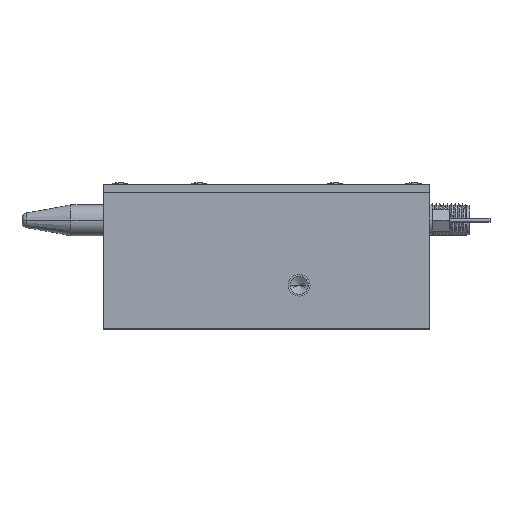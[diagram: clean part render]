
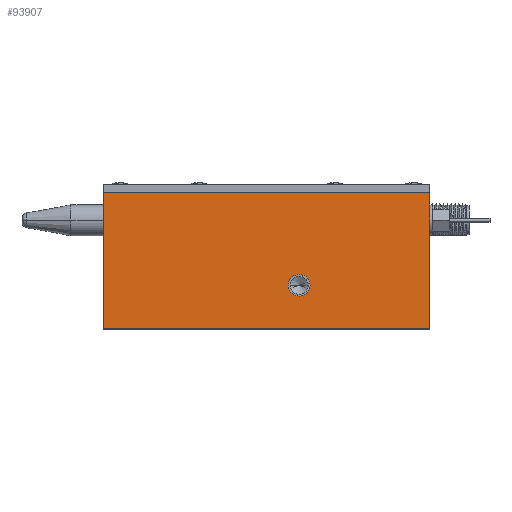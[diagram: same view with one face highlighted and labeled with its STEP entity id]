
A CAD part, top view. The second image highlights one B-rep face of the part: STEP entity #93907.
In plain terms, the highlighted planar face has unit normal (0, 0, 1).
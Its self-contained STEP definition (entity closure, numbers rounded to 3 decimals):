
#64334 = DIRECTION ( 'NONE',  ( -1., 0., 0. ) ) ;
#64335 = DIRECTION ( 'NONE',  ( 0., 0., -1. ) ) ;
#64336 = CARTESIAN_POINT ( 'NONE',  ( -30., 25., 25. ) ) ;
#64337 = AXIS2_PLACEMENT_3D ( 'NONE', #64336, #64335, #64334 ) ;
#64344 = FACE_BOUND ( 'NONE', #94278, .T. ) ;
#64345 = PLANE ( 'NONE',  #64337 ) ;
#64346 = FACE_OUTER_BOUND ( 'NONE', #95130, .T. ) ;
#82916 = DIRECTION ( 'NONE',  ( 1., 0., 0. ) ) ;
#82918 = VECTOR ( 'NONE', #82916, 1000. ) ;
#82919 = CARTESIAN_POINT ( 'NONE',  ( -30., 25., 25. ) ) ;
#82921 = LINE ( 'NONE', #82919, #82918 ) ;
#83006 = DIRECTION ( 'NONE',  ( 1., 0., 0. ) ) ;
#83008 = DIRECTION ( 'NONE',  ( 0., 0., 1. ) ) ;
#83011 = AXIS2_PLACEMENT_3D ( 'NONE', #83042, #83008, #83006 ) ;
#83032 = CIRCLE ( 'NONE', #83011, 2. ) ;
#83042 = CARTESIAN_POINT ( 'NONE',  ( 6., 8., 25. ) ) ;
#83049 = CARTESIAN_POINT ( 'NONE',  ( 30., 25., 25. ) ) ;
#83050 = DIRECTION ( 'NONE',  ( 0., -1., 0. ) ) ;
#83051 = VECTOR ( 'NONE', #83050, 1000. ) ;
#83053 = CARTESIAN_POINT ( 'NONE',  ( 30., 25., 25. ) ) ;
#83054 = LINE ( 'NONE', #83053, #83051 ) ;
#83484 = LINE ( 'NONE', #83530, #83529 ) ;
#83528 = DIRECTION ( 'NONE',  ( 1., 0., 0. ) ) ;
#83529 = VECTOR ( 'NONE', #83528, 1000. ) ;
#83530 = CARTESIAN_POINT ( 'NONE',  ( -30., 0., 25. ) ) ;
#83541 = CARTESIAN_POINT ( 'NONE',  ( 30., 0., 25. ) ) ;
#93907 = ADVANCED_FACE ( 'NONE', ( #64344, #64346 ), #64345, .F. ) ;
#94195 = ORIENTED_EDGE ( 'NONE', *, *, #95122, .F. ) ;
#94278 = EDGE_LOOP ( 'NONE', ( #94284, #95127 ) ) ;
#94284 = ORIENTED_EDGE ( 'NONE', *, *, #95135, .F. ) ;
#95101 = ORIENTED_EDGE ( 'NONE', *, *, #105533, .T. ) ;
#95103 = EDGE_CURVE ( 'NONE', #105286, #95123, #82921, .T. ) ;
#95120 = ORIENTED_EDGE ( 'NONE', *, *, #95103, .F. ) ;
#95122 = EDGE_CURVE ( 'NONE', #95123, #95186, #83054, .T. ) ;
#95123 = VERTEX_POINT ( 'NONE', #83049 ) ;
#95127 = ORIENTED_EDGE ( 'NONE', *, *, #108850, .F. ) ;
#95130 = EDGE_LOOP ( 'NONE', ( #95133, #94195, #95120, #95101 ) ) ;
#95133 = ORIENTED_EDGE ( 'NONE', *, *, #95190, .T. ) ;
#95135 = EDGE_CURVE ( 'NONE', #108853, #108798, #83032, .T. ) ;
#95186 = VERTEX_POINT ( 'NONE', #83541 ) ;
#95190 = EDGE_CURVE ( 'NONE', #105277, #95186, #83484, .T. ) ;
#105277 = VERTEX_POINT ( 'NONE', #111214 ) ;
#105286 = VERTEX_POINT ( 'NONE', #111360 ) ;
#105533 = EDGE_CURVE ( 'NONE', #105286, #105277, #115328, .T. ) ;
#108798 = VERTEX_POINT ( 'NONE', #124059 ) ;
#108850 = EDGE_CURVE ( 'NONE', #108798, #108853, #124090, .T. ) ;
#108853 = VERTEX_POINT ( 'NONE', #124085 ) ;
#111214 = CARTESIAN_POINT ( 'NONE',  ( -30., 0., 25. ) ) ;
#111360 = CARTESIAN_POINT ( 'NONE',  ( -30., 25., 25. ) ) ;
#115328 = LINE ( 'NONE', #115408, #115407 ) ;
#115406 = DIRECTION ( 'NONE',  ( 0., -1., 0. ) ) ;
#115407 = VECTOR ( 'NONE', #115406, 1000. ) ;
#115408 = CARTESIAN_POINT ( 'NONE',  ( -30., 25., 25. ) ) ;
#124059 = CARTESIAN_POINT ( 'NONE',  ( 4., 8., 25. ) ) ;
#124085 = CARTESIAN_POINT ( 'NONE',  ( 8., 8., 25. ) ) ;
#124086 = DIRECTION ( 'NONE',  ( 1., 0., 0. ) ) ;
#124087 = DIRECTION ( 'NONE',  ( 0., 0., 1. ) ) ;
#124088 = CARTESIAN_POINT ( 'NONE',  ( 6., 8., 25. ) ) ;
#124089 = AXIS2_PLACEMENT_3D ( 'NONE', #124088, #124087, #124086 ) ;
#124090 = CIRCLE ( 'NONE', #124089, 2. ) ;
